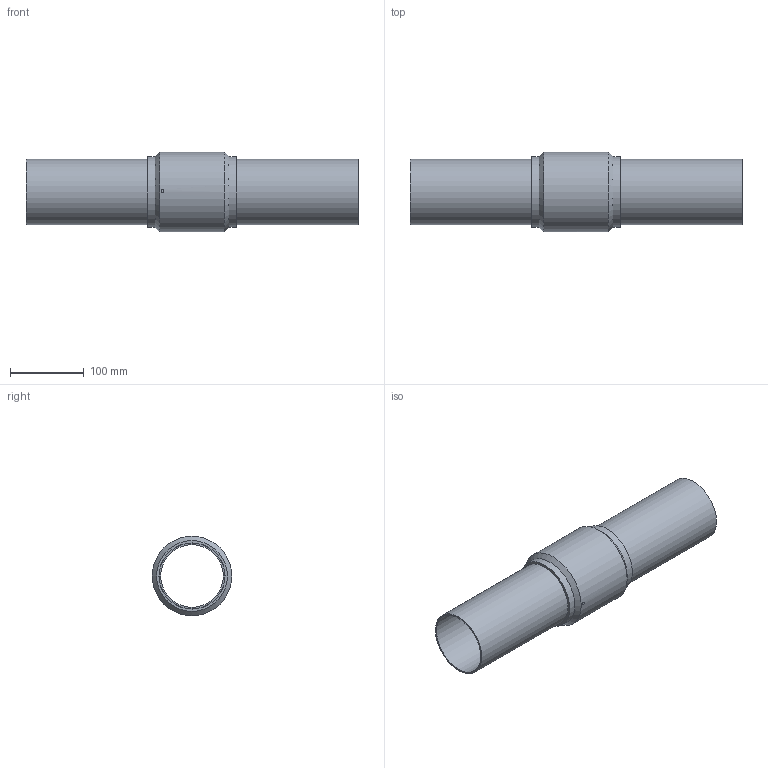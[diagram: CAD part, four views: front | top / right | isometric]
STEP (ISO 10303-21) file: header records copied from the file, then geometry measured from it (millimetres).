
FILE_DESCRIPTION(/* description */ (''),/* implementation_level */ '2;1');
FILE_NAME(/* name */ '90988.stp',/* time_stamp */ '2014-04-03T10:25:25+02:00',/* author */ ('bruh'),/* organization */ (''),/* preprocessor_version */ 'ST-DEVELOPER v15.2',/* originating_system */ 'Autodesk Inventor 2014',/* authorisation */ '');
FILE_SCHEMA (('AUTOMOTIVE_DESIGN { 1 0 10303 214 3 1 1 }'));
Length unit declared in the file: millimetre
Products named in the file (3): 102556; 100116; 90988
Bounding box: 450 x 108 x 108 mm (x, y, z)
Volume: 539730.3 mm3; surface area: 323849.5 mm2
Topology: 2 solids, 2 shells, 13 faces, 23 edges, 14 vertices
Faces by surface type: cylinder 7, plane 4, cone 2
Full cylindrical faces by diameter (mm): 4 x1, 84.9 x1, 88.9 x1, 89.5 x1, 96 x2, 108 x1
Entity records: 413 total; most frequent: CARTESIAN_POINT 112, DIRECTION 60, AXIS2_PLACEMENT_3D 30, EDGE_LOOP 28, ORIENTED_EDGE 28, FACE_BOUND 20, VERTEX_POINT 14, EDGE_CURVE 14
